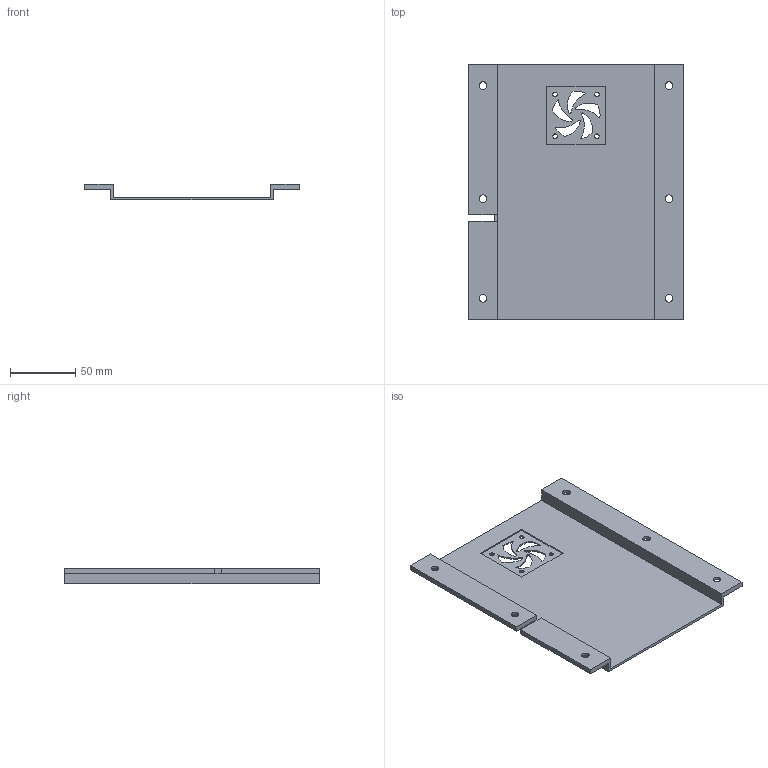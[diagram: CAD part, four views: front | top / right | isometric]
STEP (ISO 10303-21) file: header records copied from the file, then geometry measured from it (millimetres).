
FILE_DESCRIPTION(/* description */ (''),/* implementation_level */ '2;1');
FILE_NAME(/* name */ '1-CBA bottom Cover V3 - part 2of3 v1 v5.step',/* time_stamp */ '2019-09-14T12:42:18-04:00',/* author */ (''),/* organization */ (''),/* preprocessor_version */ 'ST-DEVELOPER v18',/* originating_system */ 'Autodesk Translation Framework v8.6.0.1094',/* authorisation */ '');
FILE_SCHEMA (('AUTOMOTIVE_DESIGN { 1 0 10303 214 3 1 1 }'));
Length unit declared in the file: millimetre
Products named in the file (1): 1-CBA bottom Cover V3 - part 2of3 v1
Bounding box: 165 x 196 x 12 mm (x, y, z)
Volume: 83909.7 mm3; surface area: 73788.6 mm2
Topology: 1 solids, 1 shells, 67 faces, 175 edges, 117 vertices
Faces by surface type: cylinder 36, plane 31
Full cylindrical faces by diameter (mm): 3.5 x4, 6 x6, 10 x6
Entity records: 2192 total; most frequent: DIRECTION 386, CARTESIAN_POINT 360, ORIENTED_EDGE 350, EDGE_CURVE 175, AXIS2_PLACEMENT_3D 143, VERTEX_POINT 117, EDGE_LOOP 104, LINE 100
